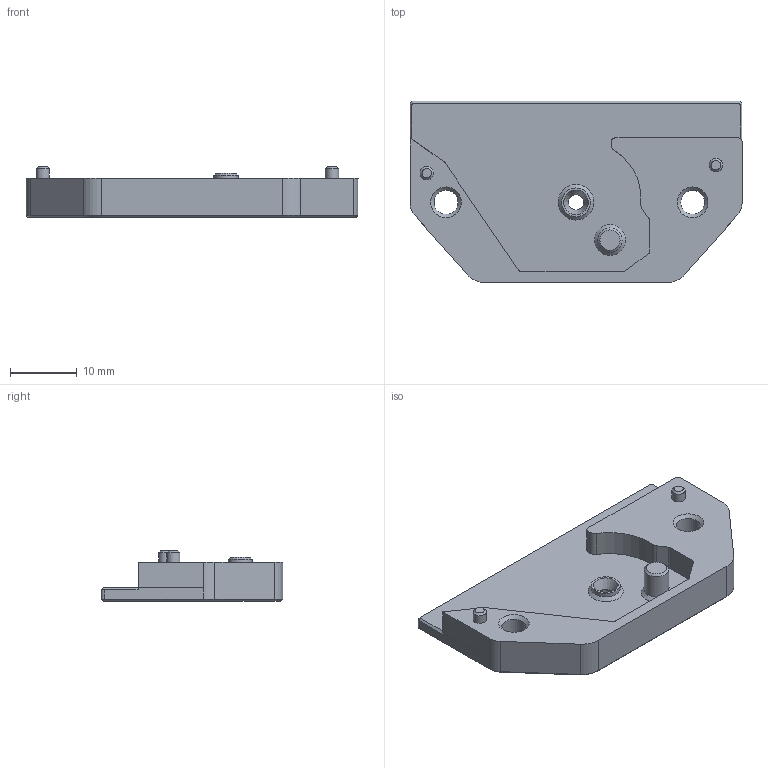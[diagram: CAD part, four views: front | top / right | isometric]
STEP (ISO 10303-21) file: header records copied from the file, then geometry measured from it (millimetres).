
FILE_DESCRIPTION(/* description */ ('','CAx-IF Rec.Pracs.---Representation and Presentation of Product Manufacturing Information (PMI)---4.0---2014-10-13'),/* implementation_level */ '2;1');
FILE_NAME(/* name */ 'Reaper_Cutter-Bottom V2.step',/* time_stamp */ '2025-03-30T08:47:36-05:00',/* author */ (''),/* organization */ (''),/* preprocessor_version */ 'ST-DEVELOPER v20',/* originating_system */ 'Autodesk Translation Framework v13.20.0.188',/* authorisation */ '');
FILE_SCHEMA (('AP242_MANAGED_MODEL_BASED_3D_ENGINEERING_MIM_LF { 1 0 10303 442 1 1 4 }'));
Length unit declared in the file: millimetre
Products named in the file (1): Bottom
Bounding box: 49.8 x 27.26 x 7.56 mm (x, y, z)
Volume: 4262.4 mm3; surface area: 3563.5 mm2
Topology: 1 solids, 1 shells, 84 faces, 207 edges, 129 vertices
Faces by surface type: plane 44, cylinder 23, cone 17
Full cylindrical faces by diameter (mm): 2 x2, 3.6 x2, 3.632 x1, 4 x1, 4.318 x1
Entity records: 2514 total; most frequent: DIRECTION 451, CARTESIAN_POINT 421, ORIENTED_EDGE 414, EDGE_CURVE 207, AXIS2_PLACEMENT_3D 159, LINE 133, VECTOR 133, VERTEX_POINT 129
